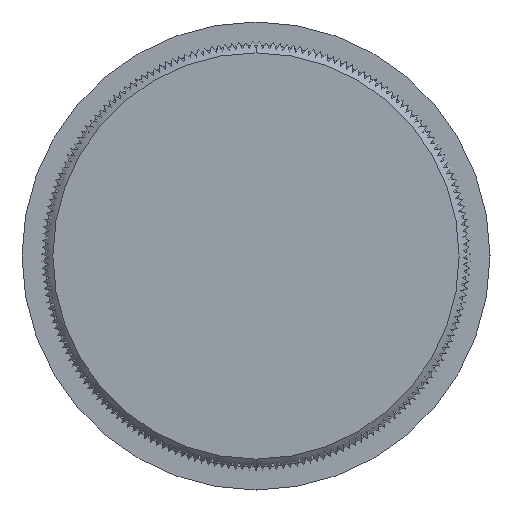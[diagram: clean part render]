
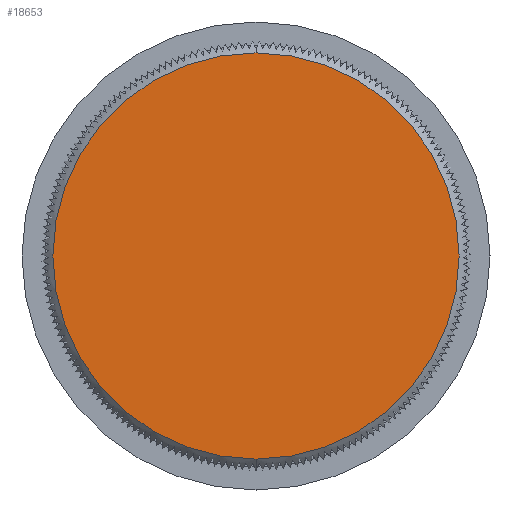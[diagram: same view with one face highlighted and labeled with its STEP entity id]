
A CAD part, front view. The second image highlights one B-rep face of the part: STEP entity #18653.
In plain terms, the highlighted planar face has unit normal (0, -1, 0).
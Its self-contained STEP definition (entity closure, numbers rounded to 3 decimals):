
#2592 = DIRECTION ( 'NONE',  ( 0., 0., -1. ) ) ;
#3490 = ORIENTED_EDGE ( 'NONE', *, *, #20188, .T. ) ;
#4107 = AXIS2_PLACEMENT_3D ( 'NONE', #4567, #13871, #20899 ) ;
#4567 = CARTESIAN_POINT ( 'NONE',  ( 0., -8., 0. ) ) ;
#4878 = DIRECTION ( 'NONE',  ( 0., -1., 0. ) ) ;
#7176 = FACE_OUTER_BOUND ( 'NONE', #12318, .T. ) ;
#12318 = EDGE_LOOP ( 'NONE', ( #14469, #3490 ) ) ;
#13871 = DIRECTION ( 'NONE',  ( 0., -1., 0. ) ) ;
#14469 = ORIENTED_EDGE ( 'NONE', *, *, #18504, .T. ) ;
#16477 = CARTESIAN_POINT ( 'NONE',  ( -19.4, -8., 0. ) ) ;
#16697 = VERTEX_POINT ( 'NONE', #29040 ) ;
#16928 = PLANE ( 'NONE',  #28981 ) ;
#17266 = CIRCLE ( 'NONE', #4107, 18.4 ) ;
#17570 = CARTESIAN_POINT ( 'NONE',  ( 0., -8., 0. ) ) ;
#18504 = EDGE_CURVE ( 'NONE', #16697, #26711, #17266, .T. ) ;
#18653 = ADVANCED_FACE ( 'NONE', ( #7176 ), #16928, .T. ) ;
#19563 = DIRECTION ( 'NONE',  ( 0., -1., 0. ) ) ;
#20188 = EDGE_CURVE ( 'NONE', #26711, #16697, #29986, .T. ) ;
#20899 = DIRECTION ( 'NONE',  ( 0., 0., -1. ) ) ;
#26095 = AXIS2_PLACEMENT_3D ( 'NONE', #17570, #19563, #29310 ) ;
#26711 = VERTEX_POINT ( 'NONE', #28394 ) ;
#28394 = CARTESIAN_POINT ( 'NONE',  ( 0., -8., -18.4 ) ) ;
#28981 = AXIS2_PLACEMENT_3D ( 'NONE', #16477, #4878, #2592 ) ;
#29040 = CARTESIAN_POINT ( 'NONE',  ( 0., -8., 18.4 ) ) ;
#29310 = DIRECTION ( 'NONE',  ( 0., 0., -1. ) ) ;
#29986 = CIRCLE ( 'NONE', #26095, 18.4 ) ;
